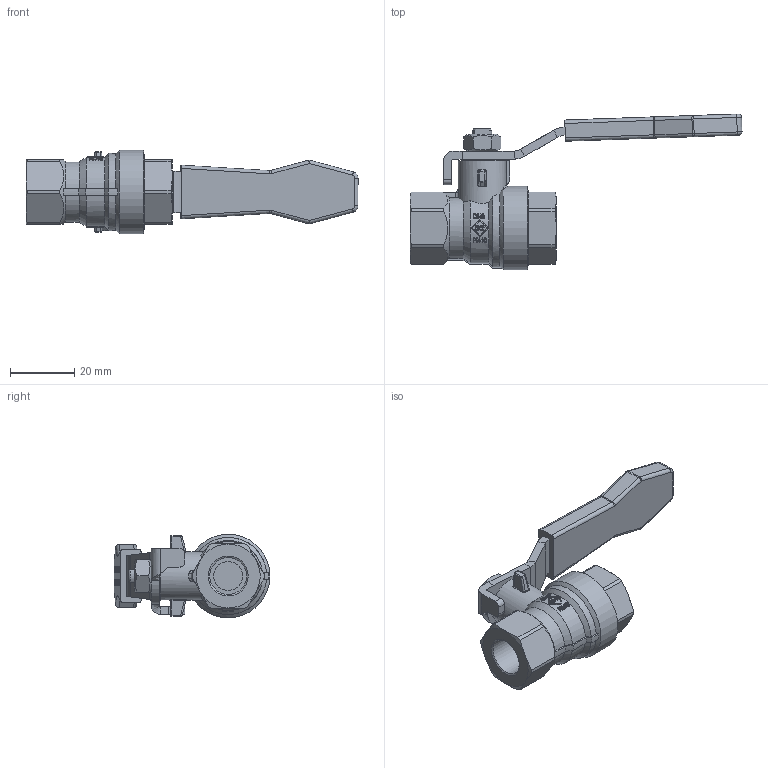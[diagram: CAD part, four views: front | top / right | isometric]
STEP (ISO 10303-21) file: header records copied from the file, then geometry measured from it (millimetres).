
FILE_DESCRIPTION((''),'2;1');
FILE_NAME('984-6-00.stp','2010-03-02T10:58:56',('edu'),(''),'Autodesk Inventor 2010','Autodesk Inventor 2010','');
FILE_SCHEMA(('AUTOMOTIVE_DESIGN { 1 0 10303 214 1 1 1 1 }'));
Length unit declared in the file: millimetre
Products named in the file (1): ENG-004075
Bounding box: 103.32 x 48.53 x 26 mm (x, y, z)
Volume: 24341.1 mm3; surface area: 10419.8 mm2
Topology: 1 solids, 4 shells, 1805 faces, 4851 edges, 3203 vertices
Faces by surface type: plane 830, bspline 808, cylinder 130, cone 26, torus 7, sphere 4
Full cylindrical faces by diameter (mm): 9 x2, 11.445 x2, 12.217 x1, 15 x1, 21.033 x1, 26 x1
Entity records: 103062 total; most frequent: CARTESIAN_POINT 61775, ORIENTED_EDGE 9654, DIRECTION 5347, EDGE_CURVE 4827, VERTEX_POINT 3198, VECTOR 2775, LINE 2775, EDGE_LOOP 1975
